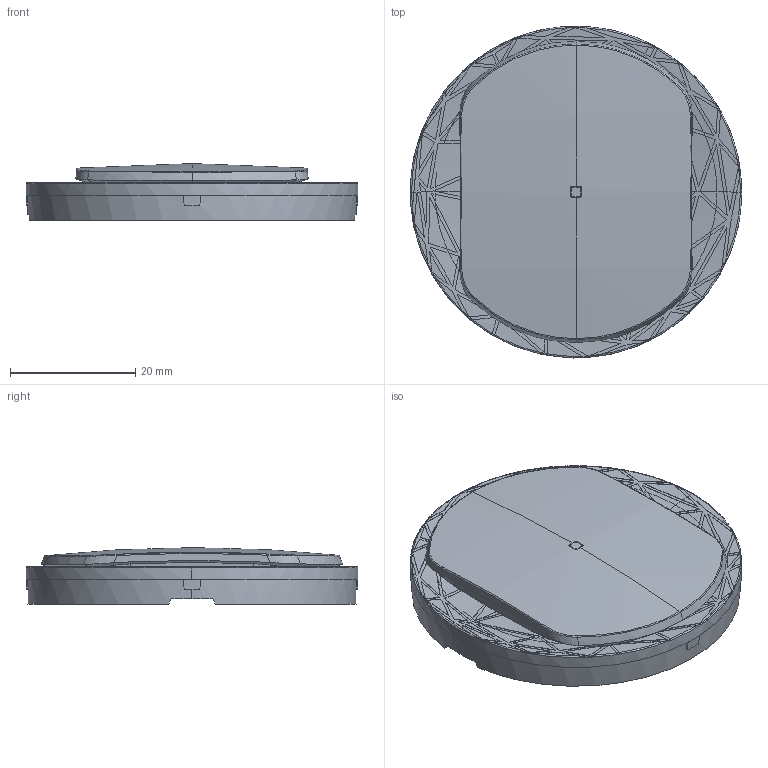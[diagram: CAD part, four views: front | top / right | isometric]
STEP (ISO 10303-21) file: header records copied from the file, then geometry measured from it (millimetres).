
FILE_DESCRIPTION(('CATIA V5 STEP Exchange','CAx-IF Rec.Pracs.--- Model Styling and Organization---1.5--- 2016-08-15','CAx-IF Rec.Pracs.---Supplemental Geometry---1.0---2011-11-01','CAx-IF Rec.Pracs.--- Composite Materials ---1.1---2010-07-15'),'2;1');
FILE_NAME('CB1413s.stp','2023-09-04T07:05:58+00:00',('none'),('none'),'CATIA Version 5-6 Release 2020 SP3','CATIA V5 STEP AP214 v2','none');
FILE_SCHEMA(('AUTOMOTIVE_DESIGN { 1 0 10303 214 1 1 1 1 }'));
Length unit declared in the file: millimetre
Products named in the file (1): CB1413
Bounding box: 53.01 x 53.01 x 9.01 mm (x, y, z)
Volume: 8177.9 mm3; surface area: 7963.3 mm2
Topology: 3 solids, 3 shells, 920 faces, 2624 edges, 1684 vertices
Faces by surface type: plane 456, bspline 193, cylinder 120, cone 38, sphere 36, revolution 31, torus 28, extrusion 18
Entity records: 52383 total; most frequent: CARTESIAN_POINT 32816, ORIENTED_EDGE 5176, EDGE_CURVE 2588, DIRECTION 2176, VERTEX_POINT 1684, B_SPLINE_CURVE_WITH_KNOTS 1618, EDGE_LOOP 934, ADVANCED_FACE 920
